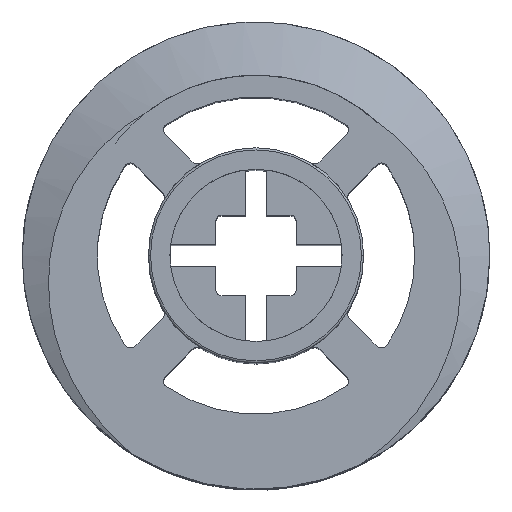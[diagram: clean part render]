
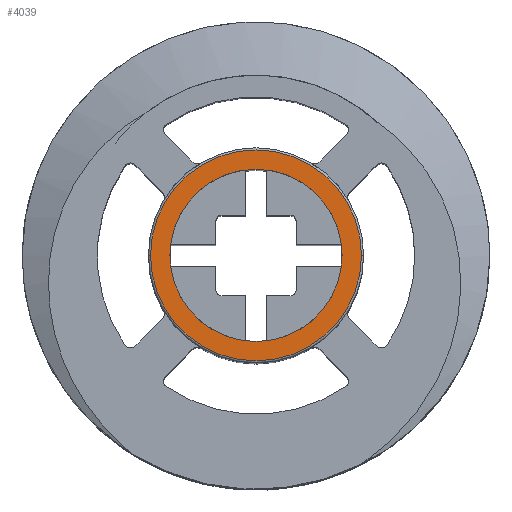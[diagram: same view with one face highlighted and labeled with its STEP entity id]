
A CAD part, top view. The second image highlights one B-rep face of the part: STEP entity #4039.
In plain terms, the highlighted planar face has unit normal (0, 0, 1).
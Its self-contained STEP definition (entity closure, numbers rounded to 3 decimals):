
#9 = EDGE_CURVE ( 'NONE', #3408, #2513, #1582, .T. ) ;
#91 = CIRCLE ( 'NONE', #1263, 4. ) ;
#558 = AXIS2_PLACEMENT_3D ( 'NONE', #1029, #3376, #1474 ) ;
#821 = FACE_BOUND ( 'NONE', #1189, .T. ) ;
#831 = DIRECTION ( 'NONE',  ( 0., 0., 1. ) ) ;
#1029 = CARTESIAN_POINT ( 'NONE',  ( 0., 0., 30. ) ) ;
#1087 = EDGE_CURVE ( 'NONE', #1636, #2691, #4424, .T. ) ;
#1182 = CARTESIAN_POINT ( 'NONE',  ( -4., 0., 30. ) ) ;
#1189 = EDGE_LOOP ( 'NONE', ( #1439, #3643 ) ) ;
#1193 = DIRECTION ( 'NONE',  ( 0., 0., 1. ) ) ;
#1226 = DIRECTION ( 'NONE',  ( 1., 0., 0. ) ) ;
#1263 = AXIS2_PLACEMENT_3D ( 'NONE', #4126, #2088, #2554 ) ;
#1439 = ORIENTED_EDGE ( 'NONE', *, *, #1087, .F. ) ;
#1474 = DIRECTION ( 'NONE',  ( 1., 0., 0. ) ) ;
#1582 = CIRCLE ( 'NONE', #558, 4.9 ) ;
#1636 = VERTEX_POINT ( 'NONE', #1182 ) ;
#1667 = FACE_OUTER_BOUND ( 'NONE', #2944, .T. ) ;
#1784 = EDGE_CURVE ( 'NONE', #2513, #3408, #2514, .T. ) ;
#1848 = CARTESIAN_POINT ( 'NONE',  ( -4.9, 0., 30. ) ) ;
#1929 = EDGE_CURVE ( 'NONE', #2691, #1636, #91, .T. ) ;
#2088 = DIRECTION ( 'NONE',  ( 0., 0., 1. ) ) ;
#2252 = ORIENTED_EDGE ( 'NONE', *, *, #9, .T. ) ;
#2422 = DIRECTION ( 'NONE',  ( 1., 0., 0. ) ) ;
#2463 = DIRECTION ( 'NONE',  ( 1., 0., 0. ) ) ;
#2469 = PLANE ( 'NONE',  #3181 ) ;
#2513 = VERTEX_POINT ( 'NONE', #2966 ) ;
#2514 = CIRCLE ( 'NONE', #3608, 4.9 ) ;
#2554 = DIRECTION ( 'NONE',  ( 1., 0., 0. ) ) ;
#2691 = VERTEX_POINT ( 'NONE', #3051 ) ;
#2918 = ORIENTED_EDGE ( 'NONE', *, *, #1784, .T. ) ;
#2944 = EDGE_LOOP ( 'NONE', ( #2918, #2252 ) ) ;
#2966 = CARTESIAN_POINT ( 'NONE',  ( 4.9, 0., 30. ) ) ;
#3051 = CARTESIAN_POINT ( 'NONE',  ( 4., 0., 30. ) ) ;
#3160 = CARTESIAN_POINT ( 'NONE',  ( 0., 0., 30. ) ) ;
#3181 = AXIS2_PLACEMENT_3D ( 'NONE', #4063, #1193, #2422 ) ;
#3376 = DIRECTION ( 'NONE',  ( 0., 0., 1. ) ) ;
#3408 = VERTEX_POINT ( 'NONE', #1848 ) ;
#3608 = AXIS2_PLACEMENT_3D ( 'NONE', #3160, #831, #1226 ) ;
#3643 = ORIENTED_EDGE ( 'NONE', *, *, #1929, .F. ) ;
#4039 = ADVANCED_FACE ( 'NONE', ( #1667, #821 ), #2469, .T. ) ;
#4063 = CARTESIAN_POINT ( 'NONE',  ( 0., 0., 30. ) ) ;
#4110 = CARTESIAN_POINT ( 'NONE',  ( 0., 0., 30. ) ) ;
#4126 = CARTESIAN_POINT ( 'NONE',  ( 0., 0., 30. ) ) ;
#4424 = CIRCLE ( 'NONE', #4677, 4. ) ;
#4535 = DIRECTION ( 'NONE',  ( 0., 0., 1. ) ) ;
#4677 = AXIS2_PLACEMENT_3D ( 'NONE', #4110, #4535, #2463 ) ;
